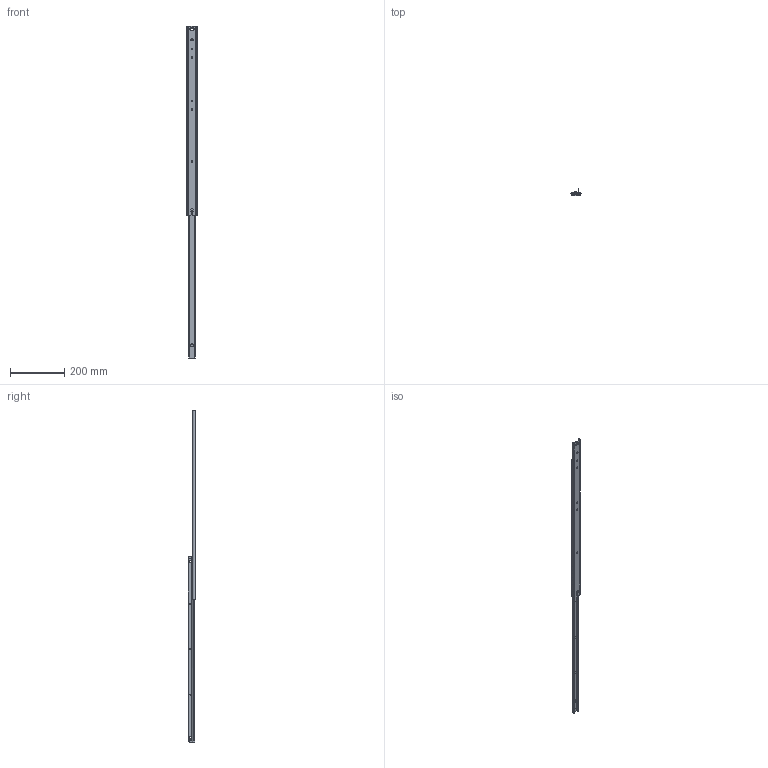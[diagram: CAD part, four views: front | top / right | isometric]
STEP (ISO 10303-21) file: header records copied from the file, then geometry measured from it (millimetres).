
FILE_DESCRIPTION(/* description */ ('Master (Parameters)'),/* implementation_level */ '2;1');
FILE_NAME(/* name */ '107-247-00-out.stp',/* time_stamp */ '2015-06-22T14:32:37+02:00',/* author */ ('W.Jans'),/* organization */ (''),/* preprocessor_version */ 'ST-DEVELOPER v15.6',/* originating_system */ 'Autodesk Inventor 2015',/* authorisation */ '');
FILE_SCHEMA (('CONFIG_CONTROL_DESIGN'));
Length unit declared in the file: millimetre
Products named in the file (10): E000030723; E000030727; E000030725; E000030728; E000030729; E000030726; E000030730; E000031165; E000030732; E000031162
Assembly tree (26 placements, depth 3):
  E000031162
    E000030723
    E000030725
      E000030727
    E000030726
      E000030728
      E000030729  x18
    E000030732
      E000030730
      E000031165
Bounding box: 37 x 28.5 x 1226 mm (x, y, z)
Volume: 150629 mm3; surface area: 176899 mm2
Topology: 22 solids, 22 shells, 632 faces, 1831 edges, 1212 vertices
Faces by surface type: plane 397, cylinder 213, sphere 18, bspline 4
Full cylindrical faces by diameter (mm): 3.3 x5, 5.9 x18, 6.5 x6, 8 x2, 8.1 x2
Entity records: 20787 total; most frequent: CARTESIAN_POINT 3875, ORIENTED_EDGE 3490, DIRECTION 3440, EDGE_CURVE 1745, LINE 1288, VECTOR 1288, VERTEX_POINT 1178, AXIS2_PLACEMENT_3D 1076
